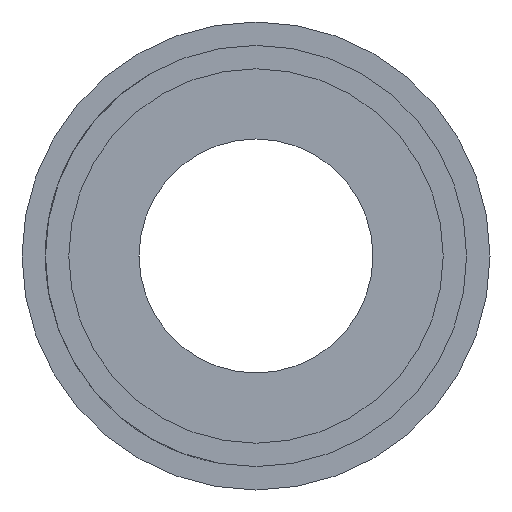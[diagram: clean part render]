
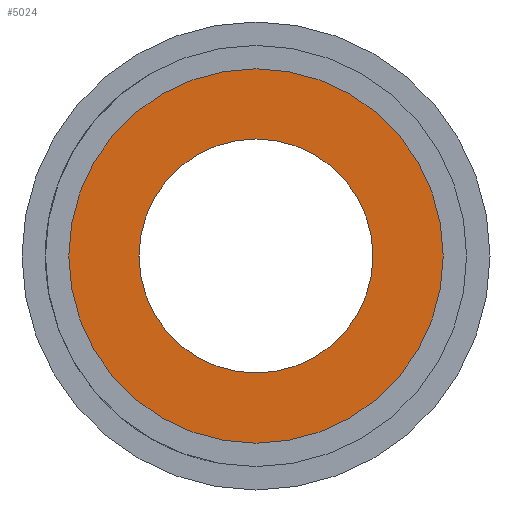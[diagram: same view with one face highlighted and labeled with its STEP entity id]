
A CAD part, left-side view. The second image highlights one B-rep face of the part: STEP entity #5024.
In plain terms, the highlighted planar face has unit normal (-1, 0, 0).
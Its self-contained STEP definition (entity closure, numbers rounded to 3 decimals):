
#416 = AXIS2_PLACEMENT_3D ( 'NONE', #7976, #7300, #2613 ) ;
#450 = ORIENTED_EDGE ( 'NONE', *, *, #3963, .T. ) ;
#475 = FACE_OUTER_BOUND ( 'NONE', #8685, .T. ) ;
#625 = ORIENTED_EDGE ( 'NONE', *, *, #1291, .T. ) ;
#922 = VERTEX_POINT ( 'NONE', #985 ) ;
#925 = DIRECTION ( 'NONE',  ( 0., 0., 1. ) ) ;
#965 = CIRCLE ( 'NONE', #5994, 5. ) ;
#976 = AXIS2_PLACEMENT_3D ( 'NONE', #2658, #3961, #6719 ) ;
#985 = CARTESIAN_POINT ( 'NONE',  ( 0., 0., 8. ) ) ;
#1126 = AXIS2_PLACEMENT_3D ( 'NONE', #2624, #8124, #2488 ) ;
#1232 = FACE_BOUND ( 'NONE', #1821, .T. ) ;
#1291 = EDGE_CURVE ( 'NONE', #8341, #7612, #965, .T. ) ;
#1694 = CIRCLE ( 'NONE', #976, 8. ) ;
#1733 = EDGE_CURVE ( 'NONE', #2790, #922, #6434, .T. ) ;
#1821 = EDGE_LOOP ( 'NONE', ( #625, #7650 ) ) ;
#1885 = ORIENTED_EDGE ( 'NONE', *, *, #1733, .T. ) ;
#1923 = CARTESIAN_POINT ( 'NONE',  ( 0., 0., -8. ) ) ;
#2488 = DIRECTION ( 'NONE',  ( 0., 0., -1. ) ) ;
#2613 = DIRECTION ( 'NONE',  ( 0., 0., -1. ) ) ;
#2624 = CARTESIAN_POINT ( 'NONE',  ( 0., 0., 0. ) ) ;
#2658 = CARTESIAN_POINT ( 'NONE',  ( 0., 0., 0. ) ) ;
#2714 = CARTESIAN_POINT ( 'NONE',  ( 0., 0., 0. ) ) ;
#2790 = VERTEX_POINT ( 'NONE', #1923 ) ;
#3392 = DIRECTION ( 'NONE',  ( 1., 0., 0. ) ) ;
#3661 = CARTESIAN_POINT ( 'NONE',  ( 0., 0., -5. ) ) ;
#3961 = DIRECTION ( 'NONE',  ( -1., 0., 0. ) ) ;
#3963 = EDGE_CURVE ( 'NONE', #922, #2790, #1694, .T. ) ;
#4643 = EDGE_CURVE ( 'NONE', #7612, #8341, #6294, .T. ) ;
#5024 = ADVANCED_FACE ( 'NONE', ( #1232, #475 ), #8804, .F. ) ;
#5782 = CARTESIAN_POINT ( 'NONE',  ( 0., 0., 0. ) ) ;
#5994 = AXIS2_PLACEMENT_3D ( 'NONE', #2714, #3392, #8253 ) ;
#6294 = CIRCLE ( 'NONE', #416, 5. ) ;
#6434 = CIRCLE ( 'NONE', #8309, 8. ) ;
#6719 = DIRECTION ( 'NONE',  ( 0., 0., 1. ) ) ;
#7300 = DIRECTION ( 'NONE',  ( 1., 0., 0. ) ) ;
#7612 = VERTEX_POINT ( 'NONE', #3661 ) ;
#7650 = ORIENTED_EDGE ( 'NONE', *, *, #4643, .T. ) ;
#7976 = CARTESIAN_POINT ( 'NONE',  ( 0., 0., 0. ) ) ;
#8124 = DIRECTION ( 'NONE',  ( 1., 0., 0. ) ) ;
#8253 = DIRECTION ( 'NONE',  ( 0., 0., -1. ) ) ;
#8309 = AXIS2_PLACEMENT_3D ( 'NONE', #5782, #8536, #925 ) ;
#8341 = VERTEX_POINT ( 'NONE', #8574 ) ;
#8536 = DIRECTION ( 'NONE',  ( -1., 0., 0. ) ) ;
#8574 = CARTESIAN_POINT ( 'NONE',  ( 0., 0., 5. ) ) ;
#8685 = EDGE_LOOP ( 'NONE', ( #450, #1885 ) ) ;
#8804 = PLANE ( 'NONE',  #1126 ) ;
